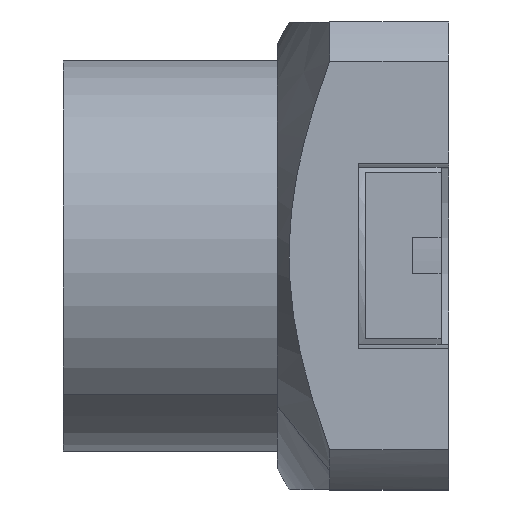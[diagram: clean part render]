
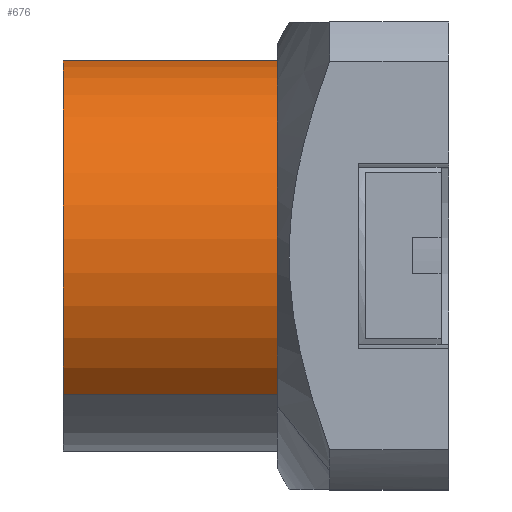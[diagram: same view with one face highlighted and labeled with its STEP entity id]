
A CAD part, top view. The second image highlights one B-rep face of the part: STEP entity #676.
In plain terms, the highlighted cylindrical face has radius 2.095 mm (diameter 4.19 mm), a partial arc.
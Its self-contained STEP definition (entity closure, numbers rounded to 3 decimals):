
#6=CARTESIAN_POINT('',(0.,0.,0.));
#7=DIRECTION('',(-1.,0.,0.));
#8=DIRECTION('',(0.,-0.707,0.707));
#9=AXIS2_PLACEMENT_3D('',#6,#7,#8);
#21=DIRECTION('',(1.,0.,0.));
#22=VECTOR('',#21,2.29);
#23=CARTESIAN_POINT('',(0.,1.481,-1.481));
#24=LINE('',#23,#22);
#25=DIRECTION('',(1.,0.,0.));
#26=VECTOR('',#25,2.29);
#27=CARTESIAN_POINT('',(0.,-1.481,1.481));
#28=LINE('',#27,#26);
#34=CARTESIAN_POINT('',(2.29,0.,0.));
#35=DIRECTION('',(1.,0.,0.));
#36=DIRECTION('',(0.,0.707,-0.707));
#37=AXIS2_PLACEMENT_3D('',#34,#35,#36);
#501=CARTESIAN_POINT('',(0.,1.481,-1.481));
#502=CARTESIAN_POINT('',(0.,-1.481,1.481));
#503=VERTEX_POINT('',#501);
#504=VERTEX_POINT('',#502);
#505=CARTESIAN_POINT('',(2.29,1.481,-1.481));
#506=VERTEX_POINT('',#505);
#507=CARTESIAN_POINT('',(2.29,-1.481,1.481));
#508=VERTEX_POINT('',#507);
#664=CARTESIAN_POINT('',(3.163,0.,0.));
#665=DIRECTION('',(-1.,0.,0.));
#666=DIRECTION('',(0.,0.707,-0.707));
#667=AXIS2_PLACEMENT_3D('',#664,#665,#666);
#668=CYLINDRICAL_SURFACE('',#667,2.095);
#669=ORIENTED_EDGE('',*,*,#638,.T.);
#670=ORIENTED_EDGE('',*,*,#659,.T.);
#672=ORIENTED_EDGE('',*,*,#671,.T.);
#673=ORIENTED_EDGE('',*,*,#655,.F.);
#674=EDGE_LOOP('',(#669,#670,#672,#673));
#675=FACE_OUTER_BOUND('',#674,.F.);
#676=ADVANCED_FACE('',(#675),#668,.T.);
#10=CIRCLE('',#9,2.095);
#38=CIRCLE('',#37,2.095);
#638=EDGE_CURVE('',#504,#503,#10,.T.);
#655=EDGE_CURVE('',#504,#508,#28,.T.);
#659=EDGE_CURVE('',#503,#506,#24,.T.);
#671=EDGE_CURVE('',#506,#508,#38,.T.);
